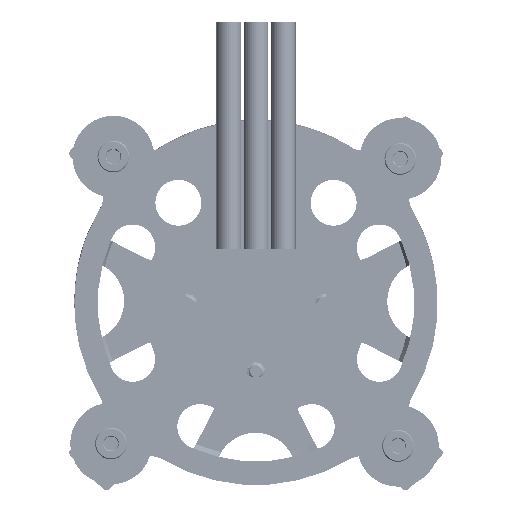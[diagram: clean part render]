
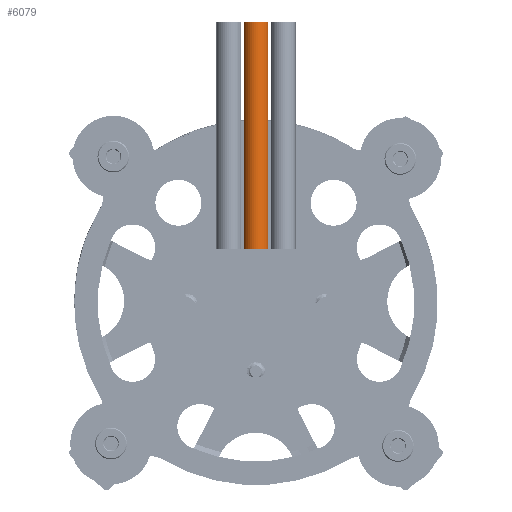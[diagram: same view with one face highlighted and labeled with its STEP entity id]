
A CAD part, front view. The second image highlights one B-rep face of the part: STEP entity #6079.
In plain terms, the highlighted cylindrical face has radius 2.75 mm (diameter 5.5 mm), a full revolution.
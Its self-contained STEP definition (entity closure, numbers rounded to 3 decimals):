
#730=CYLINDRICAL_SURFACE('',#6789,2.75);
#1043=CIRCLE('',#6790,2.75);
#1044=CIRCLE('',#6791,2.75);
#1372=FACE_OUTER_BOUND('',#1776,.T.);
#1776=EDGE_LOOP('',(#5662,#5663,#5664,#5665));
#2077=LINE('',#19812,#2374);
#2374=VECTOR('',#8392,2.75);
#2955=VERTEX_POINT('',#19809);
#2956=VERTEX_POINT('',#19811);
#3858=EDGE_CURVE('',#2955,#2955,#1043,.T.);
#3859=EDGE_CURVE('',#2955,#2956,#2077,.T.);
#3860=EDGE_CURVE('',#2956,#2956,#1044,.T.);
#5662=ORIENTED_EDGE('',*,*,#3858,.F.);
#5663=ORIENTED_EDGE('',*,*,#3859,.T.);
#5664=ORIENTED_EDGE('',*,*,#3860,.T.);
#5665=ORIENTED_EDGE('',*,*,#3859,.F.);
#6079=ADVANCED_FACE('',(#1372),#730,.T.);
#6789=AXIS2_PLACEMENT_3D('',#19808,#8388,#8389);
#6790=AXIS2_PLACEMENT_3D('',#19810,#8390,#8391);
#6791=AXIS2_PLACEMENT_3D('',#19813,#8393,#8394);
#8388=DIRECTION('center_axis',(0.,0.,1.));
#8389=DIRECTION('ref_axis',(1.,0.,0.));
#8390=DIRECTION('center_axis',(0.,0.,1.));
#8391=DIRECTION('ref_axis',(1.,0.,0.));
#8392=DIRECTION('',(0.,0.,-1.));
#8393=DIRECTION('center_axis',(0.,0.,1.));
#8394=DIRECTION('ref_axis',(1.,0.,0.));
#19808=CARTESIAN_POINT('Origin',(0.,2.75,12.));
#19809=CARTESIAN_POINT('',(-2.75,2.75,62.));
#19810=CARTESIAN_POINT('Origin',(0.,2.75,62.));
#19811=CARTESIAN_POINT('',(-2.75,2.75,12.));
#19812=CARTESIAN_POINT('',(-2.75,2.75,12.));
#19813=CARTESIAN_POINT('Origin',(0.,2.75,12.));
